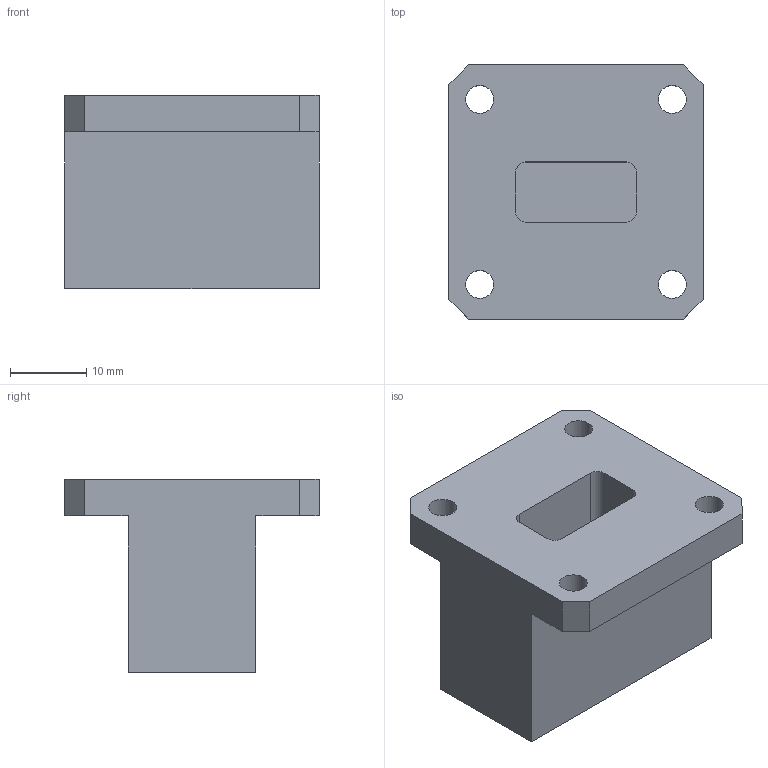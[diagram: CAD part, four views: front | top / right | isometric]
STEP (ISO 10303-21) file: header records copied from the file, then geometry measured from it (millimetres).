
FILE_DESCRIPTION (( 'STEP AP203' ), '1' );
FILE_NAME ('PE6804_3D.step', '2021-02-08T18:19:38', ( '' ), ( '' ), 'SwSTEP 2.0', 'SolidWorks 2018', '' );
FILE_SCHEMA (( 'CONFIG_CONTROL_DESIGN' ));
Length unit declared in the file: inch
Products named in the file (1): PE6804_3D
Bounding box: 33.35 x 33.35 x 25.4 mm (x, y, z)
Volume: 13611.6 mm3; surface area: 6103.2 mm2
Topology: 1 solids, 1 shells, 27 faces, 72 edges, 48 vertices
Faces by surface type: plane 19, cylinder 8
Full cylindrical faces by diameter (mm): 3.683 x4
Entity records: 917 total; most frequent: CARTESIAN_POINT 144, DIRECTION 140, ORIENTED_EDGE 136, EDGE_CURVE 68, VECTOR 52, LINE 52, VERTEX_POINT 48, AXIS2_PLACEMENT_3D 44
